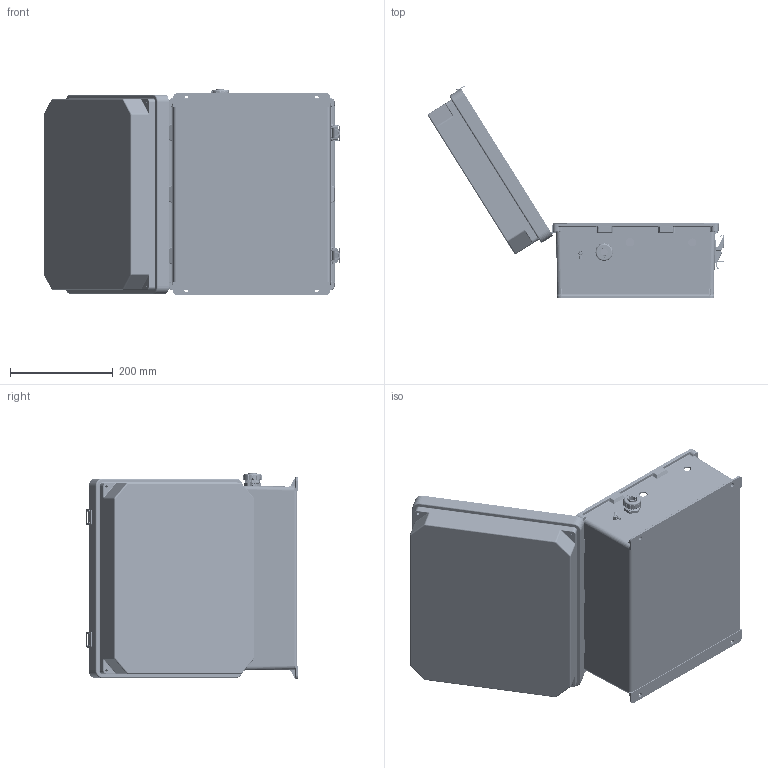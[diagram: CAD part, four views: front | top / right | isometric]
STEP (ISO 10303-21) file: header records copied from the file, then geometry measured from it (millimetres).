
FILE_DESCRIPTION (( 'STEP AP214' ), '1' );
FILE_NAME ('TEF141207-EH0.STEP', '2018-11-20T15:24:58', ( '' ), ( '' ), 'SwSTEP 2.0', 'SolidWorks 2017', '' );
FILE_SCHEMA (( 'AUTOMOTIVE_DESIGN' ));
Length unit declared in the file: inch
Products named in the file (29): XFN-0013; XCTB-0002; XCT-0011; XCT-0010; XF1056-01; XFW-0002; XFN-0003; XFS-0031; XCT-0005; MJSCVR; XFS-0026; 1AM07-189; XC-0003; XMH-0006; NB141207-DoorClasp-2; XFW-0004; NB141207-DoorClasp-1; XHIC-HTR220; NB141207-Lid-2; XFS-0059; NB141207-Hinge; XMH-0041; NB141207-Box; NEMA GroundWire-2; XMH-0007; TEF141207-EH0; XF797-02; XFS-0017; 10-32 NEMA PLATE SCREW
Assembly tree (46 placements, depth 2):
  TEF141207-EH0
    NB141207-Box
    NB141207-Hinge  x2
    NB141207-Lid-2
    NB141207-DoorClasp-1  x2
    NB141207-DoorClasp-2  x2
    XC-0003
    XFS-0026
    XCT-0005
    XFN-0003  x2
    XFW-0002
    XF1056-01
    XCT-0010
    XCT-0011
    XCTB-0002
    XFN-0013  x2
    10-32 NEMA PLATE SCREW  x4
    XFS-0017  x5
    XF797-02
    XMH-0007  x4
    NEMA GroundWire-2
    XMH-0041
    XFS-0059  x2
    XHIC-HTR220
    XFW-0004  x2
    XMH-0006
    1AM07-189
    MJSCVR  x2
    XFS-0031
Bounding box: 578.07 x 413.05 x 402.37 mm (x, y, z)
Volume: 2556093.3 mm3; surface area: 1452933.6 mm2
Topology: 54 solids, 55 shells, 4177 faces, 10634 edges, 6627 vertices
Faces by surface type: plane 1828, cylinder 1180, cone 669, torus 255, bspline 212, sphere 33
Full cylindrical faces by diameter (mm): 2.705 x40, 2.845 x1, 3.048 x6, 3.15 x4, 3.175 x22, 3.302 x4, 3.505 x1, 3.556 x9, 3.607 x7, 3.683 x2, 3.934 x1, 3.962 x2, 4.064 x4, 4.166 x4, 4.177 x4, 4.572 x7, 5.004 x1, 5.08 x2, 5.182 x1, 5.3 x2, 5.639 x1, 6.35 x4, 6.5 x4, 6.655 x5, 6.667 x3, 6.858 x1, 7.163 x3, 7.493 x2, 7.62 x3, 8 x4
Entity records: 117327 total; most frequent: CARTESIAN_POINT 28405, ORIENTED_EDGE 15220, DIRECTION 15045, EDGE_CURVE 7610, AXIS2_PLACEMENT_3D 5396, VERTEX_POINT 5100, VECTOR 4253, LINE 4253
